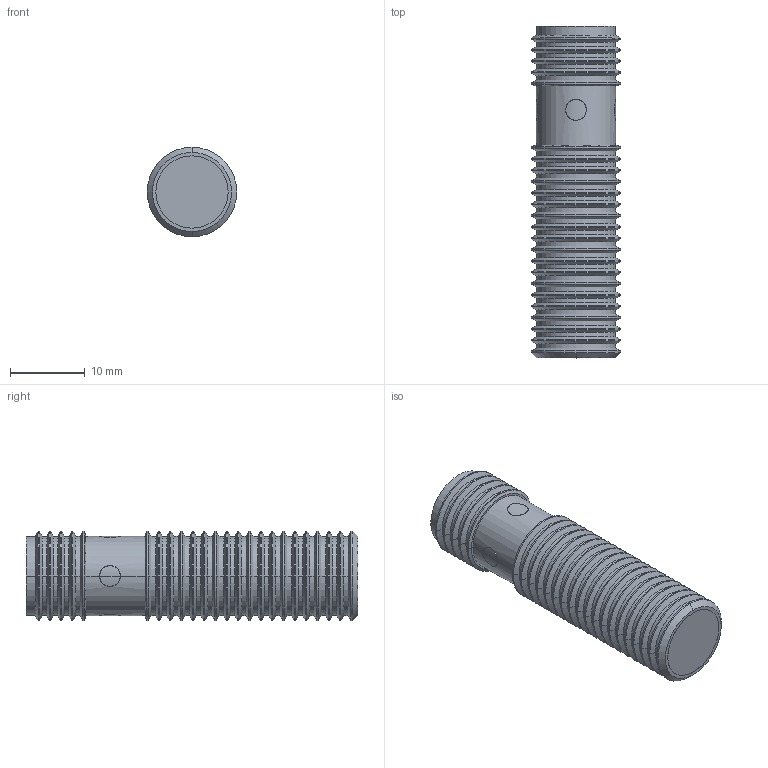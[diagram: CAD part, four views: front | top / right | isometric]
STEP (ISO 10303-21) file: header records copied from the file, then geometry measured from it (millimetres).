
FILE_DESCRIPTION(('STEP AP214'),'1');
FILE_NAME('cctmp_1F0EECD0-9625-41D5-9F1A-D5352F2112AB_2021_2_17_12_19_41_66..stp','2021-02-17T11:19:41',('Pepperl+Fuchs SE'),(''),'Spatial InterOp 3D postprocessed',' ','unknown authorization');
FILE_SCHEMA(('AUTOMOTIVE_DESIGN { 1 0 10303 214 1 1 1 1 }'));
Length unit declared in the file: millimetre
Products named in the file (1): 2021_02_17__12-19-41-062
Bounding box: 12 x 44.51 x 12 mm (x, y, z)
Volume: 3597.9 mm3; surface area: 3842.3 mm2
Topology: 1 solids, 2 shells, 273 faces, 605 edges, 329 vertices
Faces by surface type: cylinder 139, cone 100, plane 26, sphere 8
Entity records: 8837 total; most frequent: CARTESIAN_POINT 1980, DIRECTION 1366, ORIENTED_EDGE 1178, EDGE_CURVE 589, AXIS2_PLACEMENT_3D 555, VERTEX_POINT 329, EDGE_LOOP 290, CIRCLE 281
